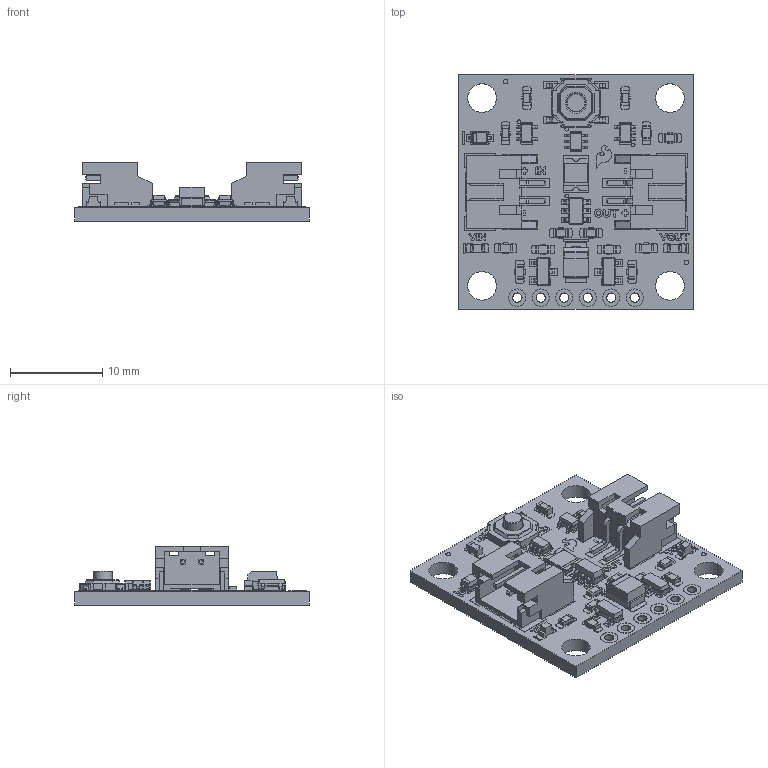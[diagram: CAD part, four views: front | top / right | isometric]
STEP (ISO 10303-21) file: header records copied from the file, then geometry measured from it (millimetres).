
FILE_DESCRIPTION(('KiCad electronic assembly'),'2;1');
FILE_NAME('Soft_Power_Switch_JST_2mm_3D_Model.step', '2024-11-14T02:06:36',('Pcbnew'),('Kicad'), 'Open CASCADE STEP processor 7.8','KiCad to STEP converter','Unknown' );
FILE_SCHEMA(('AUTOMOTIVE_DESIGN { 1 0 10303 214 1 1 1 1 }'));
Length unit declared in the file: millimetre
Products named in the file (29): Soft_Power_Switch_JST_2mm_3D_Model 1; SOT-23-6; SOT-353_SC-70-5; R_0603_1608Metric; LED_0603_1608Metric_Red; SOT-23; JST_SMD_2.0mm-2-Black; JST-PH-2 v1; C_0603_1608Metric; SOT-363_SC-70-6; D_SOD-323; Tactile_Switch_5.2x5.2mm_h2.5mm; 59EABDD3-378C-4408-8BAB-872EA4CE998E; CP_EIA-3528-21_Vishay-B; Fuse_1210_3225Metric; Soft_Power_Switch_copper; Soft_Power_Switch_pad; Soft_Power_Switch_silkscreen; Soft_Power_Switch_PCB
Assembly tree (43 placements, depth 3):
  Soft_Power_Switch_JST_2mm_3D_Model 1
    SOT-23-6
    SOT-353_SC-70-5  x2
    R_0603_1608Metric  x10
    LED_0603_1608Metric_Red  x2
    SOT-23  x2
    JST_SMD_2.0mm-2-Black  x2
      JST-PH-2 v1
      JST-PH-2 v1
      JST-PH-2 v1
      JST-PH-2 v1
      JST-PH-2 v1
    C_0603_1608Metric  x3
    SOT-363_SC-70-6
    D_SOD-323
    Tactile_Switch_5.2x5.2mm_h2.5mm
      59EABDD3-378C-4408-8BAB-872EA4CE998E
      59EABDD3-378C-4408-8BAB-872EA4CE998E
      59EABDD3-378C-4408-8BAB-872EA4CE998E
      59EABDD3-378C-4408-8BAB-872EA4CE998E
      59EABDD3-378C-4408-8BAB-872EA4CE998E
      59EABDD3-378C-4408-8BAB-872EA4CE998E
      59EABDD3-378C-4408-8BAB-872EA4CE998E
    CP_EIA-3528-21_Vishay-B
    Fuse_1210_3225Metric
    Soft_Power_Switch_copper
    Soft_Power_Switch_pad
    Soft_Power_Switch_silkscreen
    Soft_Power_Switch_PCB
Bounding box: 25.4 x 25.4 x 6.47 mm (x, y, z)
Volume: 1213.1 mm3; surface area: 3177.5 mm2
Topology: 146 solids, 297 shells, 2561 faces, 9397 edges, 7286 vertices
Faces by surface type: plane 1810, cylinder 548, bspline 201, cone 1, torus 1
Full cylindrical faces by diameter (mm): 0.5 x4, 0.966 x18, 1.016 x12, 1.88 x12, 2 x1, 2.1 x1, 3.1 x4
Entity records: 88396 total; most frequent: CARTESIAN_POINT 16692, DIRECTION 12294, ORIENTED_EDGE 11987, EDGE_CURVE 7746, LINE 6420, VECTOR 6420, VERTEX_POINT 6236, AXIS2_PLACEMENT_3D 2937
